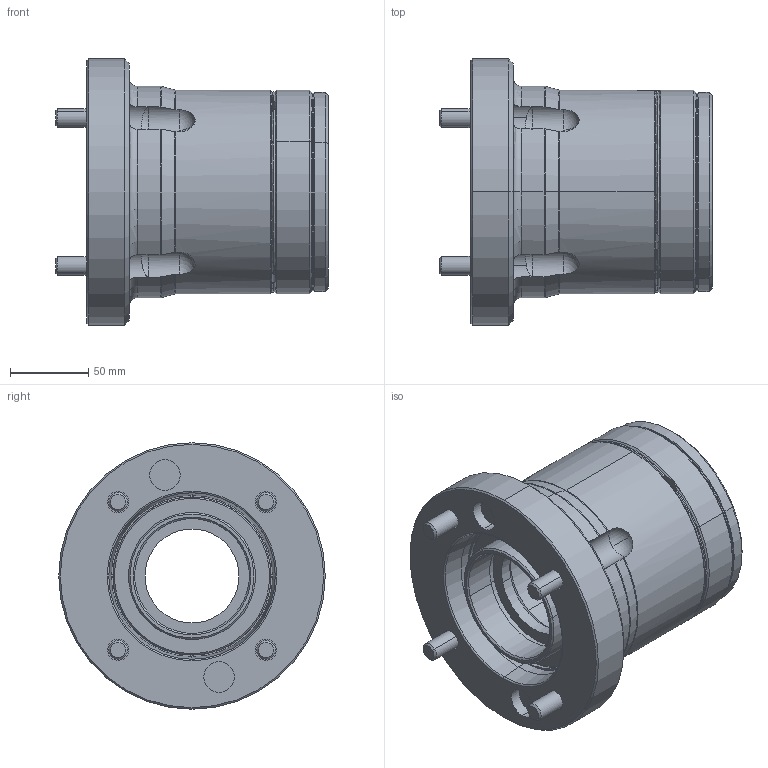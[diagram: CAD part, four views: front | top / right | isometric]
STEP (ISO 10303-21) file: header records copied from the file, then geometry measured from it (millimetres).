
FILE_DESCRIPTION (( 'STEP AP203' ), '1' );
FILE_NAME ('CF-CL-60A6.STEP', '2022-04-26T06:07:39', ( '' ), ( '' ), 'SwSTEP 2.0', 'SolidWorks 2016', '' );
FILE_SCHEMA (( 'CONFIG_CONTROL_DESIGN' ));
Length unit declared in the file: millimetre
Products named in the file (8): CF-CL-6017-02000 ; CF-CL-6017-03010; CF-CL-6017-05020; CF-FSW320300; CF-CL-42-08000; 圓頭內六角螺栓_M12x35; CF-CL-60A6; CF-CL-60A6-01010
Assembly tree (10 placements, depth 2):
  CF-CL-60A6
    CF-CL-60A6-01010
    CF-CL-6017-02000 
    CF-CL-6017-03010
    CF-CL-6017-05020
    CF-FSW320300
    CF-CL-42-08000
    圓頭內六角螺栓_M12x35  x4
Bounding box: 174 x 170 x 170 mm (x, y, z)
Volume: 1580660.7 mm3; surface area: 284892.8 mm2
Topology: 10 solids, 10 shells, 383 faces, 905 edges, 544 vertices
Faces by surface type: cylinder 120, plane 117, cone 103, torus 27, sphere 16
Entity records: 10680 total; most frequent: CARTESIAN_POINT 2594, DIRECTION 1629, ORIENTED_EDGE 1422, EDGE_CURVE 711, AXIS2_PLACEMENT_3D 687, VERTEX_POINT 437, CIRCLE 366, EDGE_LOOP 346
